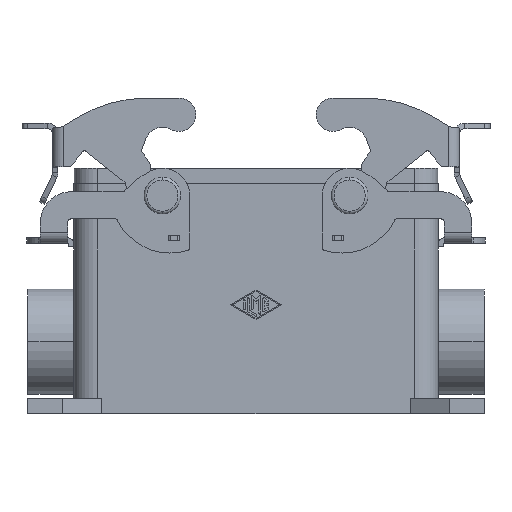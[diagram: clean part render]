
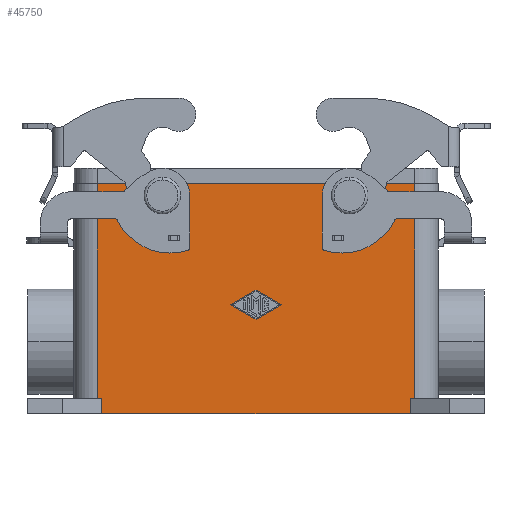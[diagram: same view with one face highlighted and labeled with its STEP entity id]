
A CAD part, front view. The second image highlights one B-rep face of the part: STEP entity #45750.
In plain terms, the highlighted planar face has unit normal (0, -1, 0).
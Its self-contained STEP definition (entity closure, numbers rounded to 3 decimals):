
#13050=CARTESIAN_POINT('',(0.,-22.25,
-1.5));
#13060=VERTEX_POINT('',#13050);
#13240=CARTESIAN_POINT('',(0.,-22.25,1.5)
);
#13250=VERTEX_POINT('',#13240);
#13280=CARTESIAN_POINT('',(0.,-22.25,0.));
#13290=DIRECTION('',(0.,1.,0.));
#13300=DIRECTION('',(0.,0.,1.));
#13310=AXIS2_PLACEMENT_3D('',#13280,#13290,#13300);
#13320=CIRCLE('',#13310,1.5);
#13330=EDGE_CURVE('',#13250,#13060,#13320,.T.);
#19020=CARTESIAN_POINT('',(-48.,-22.25,-1.5));
#19030=VERTEX_POINT('',#19020);
#19080=CARTESIAN_POINT('',(-48.,-22.25,0.));
#19090=DIRECTION('',(0.,1.,0.));
#19100=DIRECTION('',(0.,0.,1.));
#19110=AXIS2_PLACEMENT_3D('',#19080,#19090,#19100);
#19120=CIRCLE('',#19110,1.5);
#19130=CARTESIAN_POINT('',(-48.,-22.25,1.5));
#19140=VERTEX_POINT('',#19130);
#19150=EDGE_CURVE('',#19030,#19140,#19120,.T.);
#35350=CARTESIAN_POINT('',(-24.,-22.25,-31.749));
#35360=VERTEX_POINT('',#35350);
#35410=CARTESIAN_POINT('',(-24.,-22.25,-31.749));
#35420=DIRECTION('',(-0.866,0.,0.5));
#35430=VECTOR('',#35420,7.504);
#35440=LINE('',#35410,#35430);
#35450=CARTESIAN_POINT('',(-30.5,-22.25,-28.));
#35460=VERTEX_POINT('',#35450);
#35470=EDGE_CURVE('',#35360,#35460,#35440,.T.);
#35820=CARTESIAN_POINT('',(-17.5,-22.25,-28.));
#35830=VERTEX_POINT('',#35820);
#35880=CARTESIAN_POINT('',(-17.5,-22.25,-28.));
#35890=DIRECTION('',(-0.866,0.,-0.5));
#35900=VECTOR('',#35890,7.504);
#35910=LINE('',#35880,#35900);
#35920=EDGE_CURVE('',#35830,#35360,#35910,.T.);
#36200=CARTESIAN_POINT('',(-24.,-22.25,-24.251));
#36210=VERTEX_POINT('',#36200);
#36260=CARTESIAN_POINT('',(-24.,-22.25,-24.251));
#36270=DIRECTION('',(0.866,0.,-0.5));
#36280=VECTOR('',#36270,7.504);
#36290=LINE('',#36260,#36280);
#36300=EDGE_CURVE('',#36210,#35830,#36290,.T.);
#36550=CARTESIAN_POINT('',(-30.5,-22.25,-28.));
#36560=DIRECTION('',(0.866,0.,0.5));
#36570=VECTOR('',#36560,7.504);
#36580=LINE('',#36550,#36570);
#36590=EDGE_CURVE('',#35460,#36210,#36580,.T.);
#44880=CARTESIAN_POINT('',(15.5,-22.25,-56.));
#44890=DIRECTION('',(0.,-1.,0.));
#44900=DIRECTION('',(0.,0.,-1.));
#44910=AXIS2_PLACEMENT_3D('',#44880,#44890,#44900);
#44920=PLANE('',#44910);
#44930=CARTESIAN_POINT('',(-63.5,-22.25,-52.));
#44940=DIRECTION('',(-1.,0.,0.));
#44950=VECTOR('',#44940,1.25);
#44960=LINE('',#44930,#44950);
#44970=CARTESIAN_POINT('',(-63.5,-22.25,-52.));
#44980=VERTEX_POINT('',#44970);
#44990=CARTESIAN_POINT('',(-64.75,-22.25,-52.));
#45000=VERTEX_POINT('',#44990);
#45010=EDGE_CURVE('',#44980,#45000,#44960,.T.);
#45020=ORIENTED_EDGE('',*,*,#45010,.F.);
#45030=CARTESIAN_POINT('',(-64.75,-22.25,-52.));
#45040=DIRECTION('',(0.,0.,1.));
#45050=VECTOR('',#45040,55.);
#45060=LINE('',#45030,#45050);
#45070=CARTESIAN_POINT('',(-64.75,-22.25,3.));
#45080=VERTEX_POINT('',#45070);
#45090=EDGE_CURVE('',#45000,#45080,#45060,.T.);
#45100=ORIENTED_EDGE('',*,*,#45090,.F.);
#45110=CARTESIAN_POINT('',(16.75,-22.25,3.));
#45120=DIRECTION('',(-1.,0.,0.));
#45130=VECTOR('',#45120,81.5);
#45140=LINE('',#45110,#45130);
#45150=CARTESIAN_POINT('',(16.75,-22.25,3.));
#45160=VERTEX_POINT('',#45150);
#45170=EDGE_CURVE('',#45160,#45080,#45140,.T.);
#45180=ORIENTED_EDGE('',*,*,#45170,.T.);
#45190=CARTESIAN_POINT('',(16.75,-22.25,-52.));
#45200=DIRECTION('',(0.,0.,1.));
#45210=VECTOR('',#45200,55.);
#45220=LINE('',#45190,#45210);
#45230=CARTESIAN_POINT('',(16.75,-22.25,-52.));
#45240=VERTEX_POINT('',#45230);
#45250=EDGE_CURVE('',#45240,#45160,#45220,.T.);
#45260=ORIENTED_EDGE('',*,*,#45250,.T.);
#45270=CARTESIAN_POINT('',(16.75,-22.25,-52.));
#45280=DIRECTION('',(-1.,0.,0.));
#45290=VECTOR('',#45280,1.25);
#45300=LINE('',#45270,#45290);
#45310=CARTESIAN_POINT('',(15.5,-22.25,-52.));
#45320=VERTEX_POINT('',#45310);
#45330=EDGE_CURVE('',#45240,#45320,#45300,.T.);
#45340=ORIENTED_EDGE('',*,*,#45330,.F.);
#45350=CARTESIAN_POINT('',(15.5,-22.25,-56.));
#45360=DIRECTION('',(0.,0.,1.));
#45370=VECTOR('',#45360,4.);
#45380=LINE('',#45350,#45370);
#45390=CARTESIAN_POINT('',(15.5,-22.25,-56.));
#45400=VERTEX_POINT('',#45390);
#45410=EDGE_CURVE('',#45400,#45320,#45380,.T.);
#45420=ORIENTED_EDGE('',*,*,#45410,.T.);
#45430=CARTESIAN_POINT('',(15.5,-22.25,-56.));
#45440=DIRECTION('',(-1.,0.,0.));
#45450=VECTOR('',#45440,79.);
#45460=LINE('',#45430,#45450);
#45470=CARTESIAN_POINT('',(-63.5,-22.25,-56.));
#45480=VERTEX_POINT('',#45470);
#45490=EDGE_CURVE('',#45400,#45480,#45460,.T.);
#45500=ORIENTED_EDGE('',*,*,#45490,.F.);
#45510=CARTESIAN_POINT('',(-63.5,-22.25,-56.));
#45520=DIRECTION('',(0.,0.,1.));
#45530=VECTOR('',#45520,4.);
#45540=LINE('',#45510,#45530);
#45550=EDGE_CURVE('',#45480,#44980,#45540,.T.);
#45560=ORIENTED_EDGE('',*,*,#45550,.F.);
#45570=EDGE_LOOP('',(#45560,#45500,#45420,#45340,#45260,#45180,#45100,
#45020));
#45580=FACE_OUTER_BOUND('',#45570,.T.);
#45590=EDGE_CURVE('',#13060,#13250,#13320,.T.);
#45600=ORIENTED_EDGE('',*,*,#45590,.T.);
#45610=ORIENTED_EDGE('',*,*,#13330,.T.);
#45620=EDGE_LOOP('',(#45610,#45600));
#45630=FACE_BOUND('',#45620,.T.);
#45640=ORIENTED_EDGE('',*,*,#19150,.T.);
#45650=EDGE_CURVE('',#19140,#19030,#19120,.T.);
#45660=ORIENTED_EDGE('',*,*,#45650,.T.);
#45670=EDGE_LOOP('',(#45660,#45640));
#45680=FACE_BOUND('',#45670,.T.);
#45690=ORIENTED_EDGE('',*,*,#35920,.T.);
#45700=ORIENTED_EDGE('',*,*,#36300,.T.);
#45710=ORIENTED_EDGE('',*,*,#36590,.T.);
#45720=ORIENTED_EDGE('',*,*,#35470,.T.);
#45730=EDGE_LOOP('',(#45720,#45710,#45700,#45690));
#45740=FACE_BOUND('',#45730,.T.);
#45750=ADVANCED_FACE('',(#45580,#45630,#45680,#45740),#44920,.T.);
